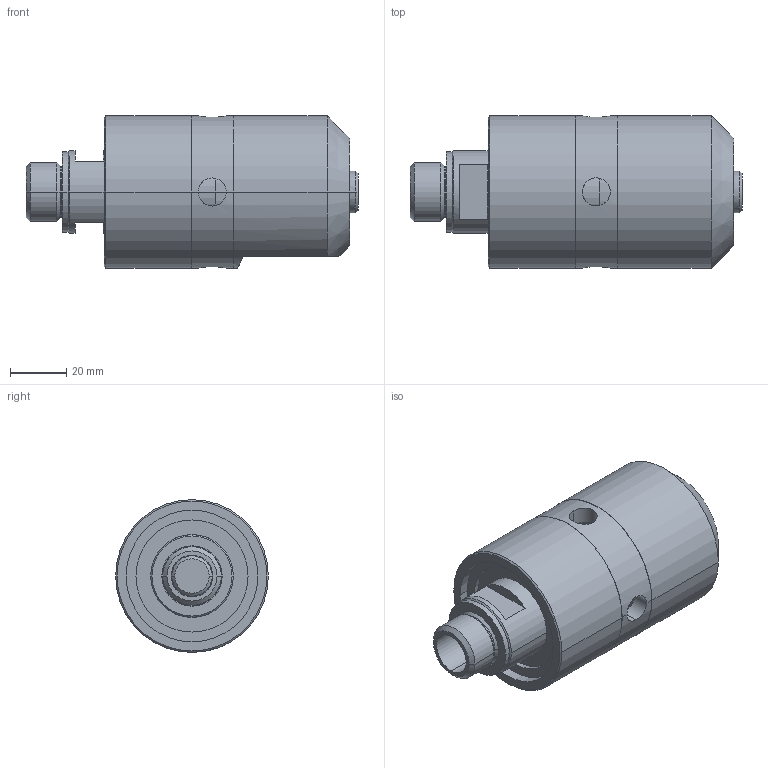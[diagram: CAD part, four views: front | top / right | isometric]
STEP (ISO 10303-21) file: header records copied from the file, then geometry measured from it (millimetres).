
FILE_DESCRIPTION(/* description */ ('VariCAD 2016-1.06 AP-214'),/* implementation_level */ '2;1');
FILE_NAME(/* name */ 'dghr_12.stp',/* time_stamp */ '2016-06-16T12:28:41+02:00',/* author */ (''),/* organization */ (''),/* preprocessor_version */ 'ST-DEVELOPER v14',/* originating_system */ 'VariCAD 2016-1.06; kernel version (20130303)',/* authorisation */ '');
FILE_SCHEMA (('AUTOMOTIVE_DESIGN'));
Length unit declared in the file: millimetre
Products named in the file (3): dghr_12; DGHR 12<2>; DGHR 12<1>
Assembly tree (2 placements, depth 2):
  dghr_12
    DGHR 12<2>
    DGHR 12<1>
Bounding box: 118.5 x 54.5 x 54.5 mm (x, y, z)
Volume: 168170.1 mm3; surface area: 34277.1 mm2
Topology: 2 solids, 2 shells, 92 faces, 212 edges, 135 vertices
Faces by surface type: cylinder 42, plane 32, cone 18
Entity records: 3020 total; most frequent: CARTESIAN_POINT 795, DIRECTION 470, ORIENTED_EDGE 424, EDGE_CURVE 212, AXIS2_PLACEMENT_3D 188, VERTEX_POINT 135, EDGE_LOOP 115, LINE 94
